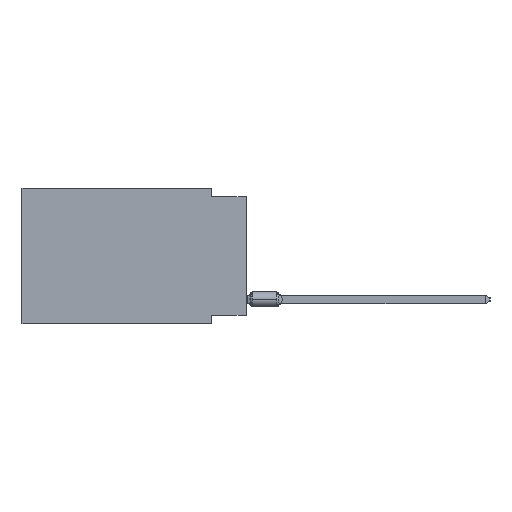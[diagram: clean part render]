
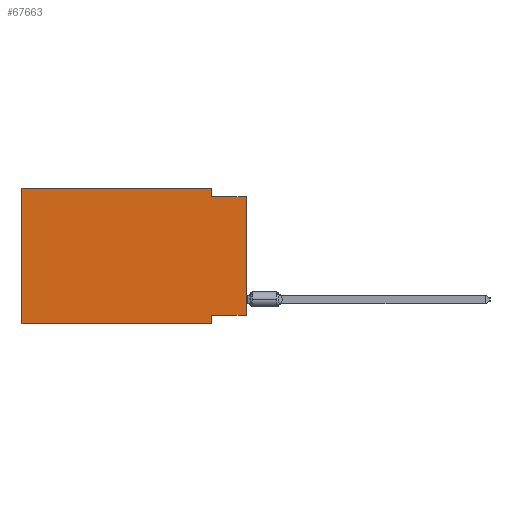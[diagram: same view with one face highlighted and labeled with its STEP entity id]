
A CAD part, left-side view. The second image highlights one B-rep face of the part: STEP entity #67663.
In plain terms, the highlighted planar face has unit normal (-1, 0, 0).
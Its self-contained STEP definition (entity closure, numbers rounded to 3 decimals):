
#445 = DIRECTION ( 'NONE',  ( 0., 0., 1. ) ) ;
#1814 = CARTESIAN_POINT ( 'NONE',  ( 0., 0., -9.271 ) ) ;
#2116 = CARTESIAN_POINT ( 'NONE',  ( 0., 0., -0.635 ) ) ;
#3158 = LINE ( 'NONE', #3557, #44708 ) ;
#3217 = CARTESIAN_POINT ( 'NONE',  ( 0., 16.383, 0. ) ) ;
#3557 = CARTESIAN_POINT ( 'NONE',  ( 0., 2.54, -9.906 ) ) ;
#4135 = VERTEX_POINT ( 'NONE', #50949 ) ;
#5597 = FACE_OUTER_BOUND ( 'NONE', #7765, .T. ) ;
#6248 = CARTESIAN_POINT ( 'NONE',  ( 0., 0., -0.635 ) ) ;
#6909 = EDGE_CURVE ( 'NONE', #57870, #58581, #3158, .T. ) ;
#7765 = EDGE_LOOP ( 'NONE', ( #15543, #61429, #48682, #40039, #79960, #49275, #20321, #47142 ) ) ;
#8515 = LINE ( 'NONE', #27819, #57389 ) ;
#10528 = DIRECTION ( 'NONE',  ( 0., -1., 0. ) ) ;
#11227 = LINE ( 'NONE', #36282, #12142 ) ;
#12142 = VECTOR ( 'NONE', #61351, 1000. ) ;
#12436 = EDGE_CURVE ( 'NONE', #44242, #57870, #72719, .T. ) ;
#15543 = ORIENTED_EDGE ( 'NONE', *, *, #16142, .T. ) ;
#16142 = EDGE_CURVE ( 'NONE', #44242, #78700, #18946, .T. ) ;
#18946 = LINE ( 'NONE', #19758, #46645 ) ;
#19758 = CARTESIAN_POINT ( 'NONE',  ( 0., 0., 0. ) ) ;
#20321 = ORIENTED_EDGE ( 'NONE', *, *, #6909, .F. ) ;
#20364 = CARTESIAN_POINT ( 'NONE',  ( 0., 2.54, -0.635 ) ) ;
#23188 = CARTESIAN_POINT ( 'NONE',  ( 0., 16.383, 0. ) ) ;
#23481 = CARTESIAN_POINT ( 'NONE',  ( 0., 2.54, -9.906 ) ) ;
#24497 = DIRECTION ( 'NONE',  ( 1., 0., 0. ) ) ;
#26109 = EDGE_CURVE ( 'NONE', #4135, #58581, #8515, .T. ) ;
#27819 = CARTESIAN_POINT ( 'NONE',  ( 0., 16.383, -9.906 ) ) ;
#28231 = DIRECTION ( 'NONE',  ( 0., 0., -1. ) ) ;
#28273 = AXIS2_PLACEMENT_3D ( 'NONE', #55708, #24497, #49515 ) ;
#29362 = LINE ( 'NONE', #23188, #41337 ) ;
#30678 = PLANE ( 'NONE',  #28273 ) ;
#33032 = LINE ( 'NONE', #51887, #69307 ) ;
#36282 = CARTESIAN_POINT ( 'NONE',  ( 0., 2.54, 0. ) ) ;
#37134 = EDGE_CURVE ( 'NONE', #62944, #78700, #47250, .T. ) ;
#40039 = ORIENTED_EDGE ( 'NONE', *, *, #73247, .F. ) ;
#41337 = VECTOR ( 'NONE', #47408, 1000. ) ;
#42436 = EDGE_CURVE ( 'NONE', #75021, #62944, #11227, .T. ) ;
#44242 = VERTEX_POINT ( 'NONE', #1814 ) ;
#44708 = VECTOR ( 'NONE', #28231, 1000. ) ;
#44733 = VERTEX_POINT ( 'NONE', #3217 ) ;
#45296 = VECTOR ( 'NONE', #72361, 1000. ) ;
#46645 = VECTOR ( 'NONE', #445, 1000. ) ;
#47142 = ORIENTED_EDGE ( 'NONE', *, *, #12436, .F. ) ;
#47250 = LINE ( 'NONE', #2116, #45296 ) ;
#47408 = DIRECTION ( 'NONE',  ( 0., 0., 1. ) ) ;
#47914 = VECTOR ( 'NONE', #59955, 1000. ) ;
#48682 = ORIENTED_EDGE ( 'NONE', *, *, #42436, .F. ) ;
#49275 = ORIENTED_EDGE ( 'NONE', *, *, #26109, .T. ) ;
#49515 = DIRECTION ( 'NONE',  ( 0., 0., -1. ) ) ;
#50949 = CARTESIAN_POINT ( 'NONE',  ( 0., 16.383, -9.906 ) ) ;
#51887 = CARTESIAN_POINT ( 'NONE',  ( 0., 16.383, 0. ) ) ;
#52967 = CARTESIAN_POINT ( 'NONE',  ( 0., 0., -9.271 ) ) ;
#53480 = DIRECTION ( 'NONE',  ( 0., -1., 0. ) ) ;
#55708 = CARTESIAN_POINT ( 'NONE',  ( 0., 16.383, 0. ) ) ;
#57389 = VECTOR ( 'NONE', #10528, 1000. ) ;
#57870 = VERTEX_POINT ( 'NONE', #68949 ) ;
#58581 = VERTEX_POINT ( 'NONE', #23481 ) ;
#59955 = DIRECTION ( 'NONE',  ( 0., 1., 0. ) ) ;
#61351 = DIRECTION ( 'NONE',  ( 0., 0., -1. ) ) ;
#61429 = ORIENTED_EDGE ( 'NONE', *, *, #37134, .F. ) ;
#62944 = VERTEX_POINT ( 'NONE', #20364 ) ;
#67663 = ADVANCED_FACE ( 'NONE', ( #5597 ), #30678, .F. ) ;
#67874 = EDGE_CURVE ( 'NONE', #4135, #44733, #29362, .T. ) ;
#68949 = CARTESIAN_POINT ( 'NONE',  ( 0., 2.54, -9.271 ) ) ;
#69307 = VECTOR ( 'NONE', #53480, 1000. ) ;
#72350 = CARTESIAN_POINT ( 'NONE',  ( 0., 2.54, 0. ) ) ;
#72361 = DIRECTION ( 'NONE',  ( 0., -1., 0. ) ) ;
#72719 = LINE ( 'NONE', #52967, #47914 ) ;
#73247 = EDGE_CURVE ( 'NONE', #44733, #75021, #33032, .T. ) ;
#75021 = VERTEX_POINT ( 'NONE', #72350 ) ;
#78700 = VERTEX_POINT ( 'NONE', #6248 ) ;
#79960 = ORIENTED_EDGE ( 'NONE', *, *, #67874, .F. ) ;
